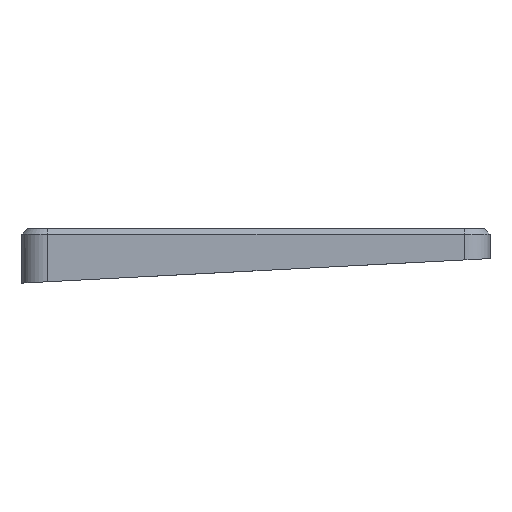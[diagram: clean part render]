
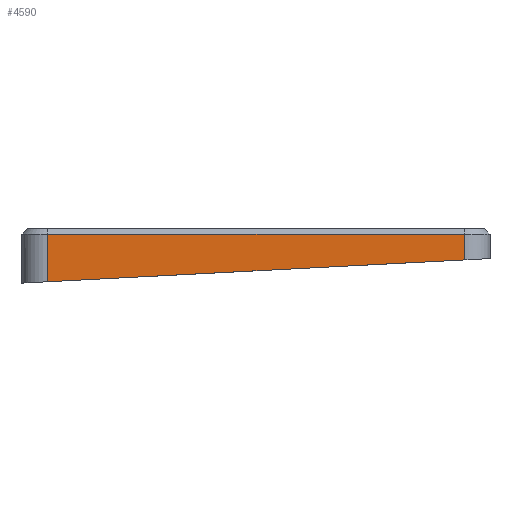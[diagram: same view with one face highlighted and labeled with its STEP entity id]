
A CAD part, left-side view. The second image highlights one B-rep face of the part: STEP entity #4590.
In plain terms, the highlighted planar face has unit normal (-1, 0, 0).
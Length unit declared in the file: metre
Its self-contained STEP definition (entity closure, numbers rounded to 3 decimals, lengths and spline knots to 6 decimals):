
#775=ORIENTED_EDGE('',*,*,#1660,.F.);
#776=ORIENTED_EDGE('',*,*,#2034,.T.);
#777=ORIENTED_EDGE('',*,*,#1655,.T.);
#778=ORIENTED_EDGE('',*,*,#2035,.T.);
#1655=EDGE_CURVE('',#2330,#2331,#2758,.T.);
#1660=EDGE_CURVE('',#2334,#2335,#2760,.T.);
#2034=EDGE_CURVE('',#2334,#2330,#3062,.T.);
#2035=EDGE_CURVE('',#2331,#2335,#3063,.T.);
#2330=VERTEX_POINT('',#6609);
#2331=VERTEX_POINT('',#6610);
#2334=VERTEX_POINT('',#6618);
#2335=VERTEX_POINT('',#6620);
#2758=LINE('',#6608,#3275);
#2760=LINE('',#6619,#3277);
#3062=LINE('',#7364,#3579);
#3063=LINE('',#7365,#3580);
#3275=VECTOR('',#5230,1.);
#3277=VECTOR('',#5240,1.);
#3579=VECTOR('',#5864,1.);
#3580=VECTOR('',#5865,1.);
#3868=EDGE_LOOP('',(#775,#776,#777,#778));
#4149=FACE_BOUND('',#3868,.T.);
#4415=PLANE('',#4945);
#4590=ADVANCED_FACE('',(#4149),#4415,.F.);
#4945=AXIS2_PLACEMENT_3D('',#7363,#5862,#5863);
#5230=DIRECTION('',(0.,0.,-1.));
#5240=DIRECTION('',(0.,0.,-1.));
#5862=DIRECTION('',(1.,0.,0.));
#5863=DIRECTION('',(0.,1.,0.));
#5864=DIRECTION('',(0.,1.,0.));
#5865=DIRECTION('',(0.,-0.999,0.052));
#6608=CARTESIAN_POINT('',(0.026345,-0.044321,0.0058));
#6609=CARTESIAN_POINT('',(0.026345,-0.044321,0.0048));
#6610=CARTESIAN_POINT('',(0.026345,-0.044321,-0.004488));
#6618=CARTESIAN_POINT('',(0.026345,-0.125475,0.0048));
#6619=CARTESIAN_POINT('',(0.026345,-0.125475,0.0058));
#6620=CARTESIAN_POINT('',(0.026345,-0.125475,-0.000235));
#7363=CARTESIAN_POINT('',(0.026345,-0.084898,0.0058));
#7364=CARTESIAN_POINT('',(0.026345,-0.044321,0.0048));
#7365=CARTESIAN_POINT('',(0.026345,-0.084898,-0.002361));
